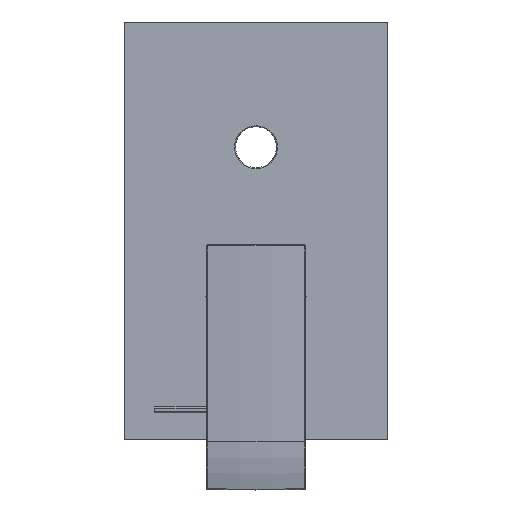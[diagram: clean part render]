
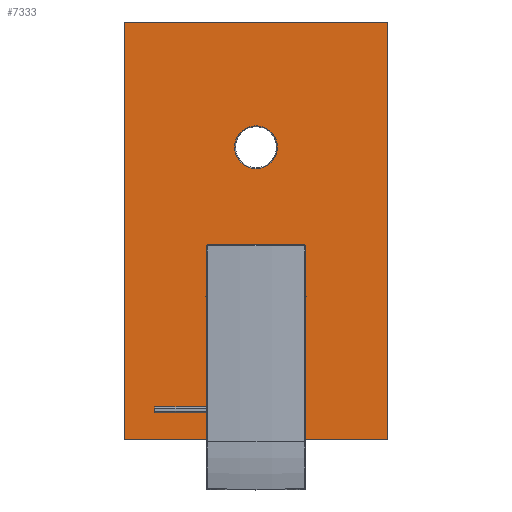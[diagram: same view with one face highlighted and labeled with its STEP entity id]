
A CAD part, top view. The second image highlights one B-rep face of the part: STEP entity #7333.
In plain terms, the highlighted face is planar.
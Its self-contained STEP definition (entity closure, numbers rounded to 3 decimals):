
#6754=CARTESIAN_POINT('',(0.,2.,-30.));
#6755=DIRECTION('',(0.,-1.,0.));
#6756=DIRECTION('',(1.,0.,0.));
#6757=AXIS2_PLACEMENT_3D('',#6754,#6755,#6756);
#6762=CARTESIAN_POINT('',(0.,2.,-30.));
#6763=DIRECTION('',(0.,-1.,0.));
#6764=DIRECTION('',(-1.,0.,0.));
#6765=AXIS2_PLACEMENT_3D('',#6762,#6763,#6764);
#6770=CARTESIAN_POINT('',(0.,2.,38.));
#6771=DIRECTION('',(0.,-1.,0.));
#6772=DIRECTION('',(1.,0.,0.));
#6773=AXIS2_PLACEMENT_3D('',#6770,#6771,#6772);
#6778=CARTESIAN_POINT('',(0.,2.,38.));
#6779=DIRECTION('',(0.,-1.,0.));
#6780=DIRECTION('',(-1.,0.,0.));
#6781=AXIS2_PLACEMENT_3D('',#6778,#6779,#6780);
#6786=DIRECTION('',(0.,0.,1.));
#6787=VECTOR('',#6786,190.);
#6788=CARTESIAN_POINT('',(-60.,2.,-95.));
#6789=LINE('',#6788,#6787);
#6793=DIRECTION('',(-1.,0.,0.));
#6794=VECTOR('',#6793,120.);
#6795=CARTESIAN_POINT('',(60.,2.,-95.));
#6796=LINE('',#6795,#6794);
#6800=DIRECTION('',(0.,0.,-1.));
#6801=VECTOR('',#6800,190.);
#6802=CARTESIAN_POINT('',(60.,2.,95.));
#6803=LINE('',#6802,#6801);
#6807=DIRECTION('',(1.,0.,0.));
#6808=VECTOR('',#6807,120.);
#6809=CARTESIAN_POINT('',(-60.,2.,95.));
#6810=LINE('',#6809,#6808);
#7144=CARTESIAN_POINT('',(22.8,2.,-30.));
#7145=CARTESIAN_POINT('',(-22.8,2.,-30.));
#7146=VERTEX_POINT('',#7144);
#7147=VERTEX_POINT('',#7145);
#7148=CARTESIAN_POINT('',(9.75,2.,38.));
#7149=CARTESIAN_POINT('',(-9.75,2.,38.));
#7150=VERTEX_POINT('',#7148);
#7151=VERTEX_POINT('',#7149);
#7152=CARTESIAN_POINT('',(-60.,2.,-95.));
#7153=CARTESIAN_POINT('',(-60.,2.,95.));
#7154=VERTEX_POINT('',#7152);
#7155=VERTEX_POINT('',#7153);
#7156=CARTESIAN_POINT('',(60.,2.,95.));
#7157=VERTEX_POINT('',#7156);
#7158=CARTESIAN_POINT('',(60.,2.,-95.));
#7159=VERTEX_POINT('',#7158);
#7308=CARTESIAN_POINT('',(0.,2.,0.));
#7309=DIRECTION('',(0.,1.,0.));
#7310=DIRECTION('',(1.,0.,0.));
#7311=AXIS2_PLACEMENT_3D('',#7308,#7309,#7310);
#7312=PLANE('',#7311);
#7314=ORIENTED_EDGE('',*,*,#7313,.F.);
#7316=ORIENTED_EDGE('',*,*,#7315,.F.);
#7318=ORIENTED_EDGE('',*,*,#7317,.F.);
#7320=ORIENTED_EDGE('',*,*,#7319,.F.);
#7321=EDGE_LOOP('',(#7314,#7316,#7318,#7320));
#7322=FACE_OUTER_BOUND('',#7321,.F.);
#7324=ORIENTED_EDGE('',*,*,#7323,.F.);
#7326=ORIENTED_EDGE('',*,*,#7325,.F.);
#7327=EDGE_LOOP('',(#7324,#7326));
#7328=FACE_BOUND('',#7327,.F.);
#7329=ORIENTED_EDGE('',*,*,#7288,.F.);
#7330=ORIENTED_EDGE('',*,*,#7302,.F.);
#7331=EDGE_LOOP('',(#7329,#7330));
#7332=FACE_BOUND('',#7331,.F.);
#7333=ADVANCED_FACE('',(#7322,#7328,#7332),#7312,.T.);
#6758=CIRCLE('',#6757,22.8);
#6766=CIRCLE('',#6765,22.8);
#6774=CIRCLE('',#6773,9.75);
#6782=CIRCLE('',#6781,9.75);
#7288=EDGE_CURVE('',#7146,#7147,#6758,.T.);
#7302=EDGE_CURVE('',#7147,#7146,#6766,.T.);
#7313=EDGE_CURVE('',#7154,#7155,#6789,.T.);
#7315=EDGE_CURVE('',#7159,#7154,#6796,.T.);
#7317=EDGE_CURVE('',#7157,#7159,#6803,.T.);
#7319=EDGE_CURVE('',#7155,#7157,#6810,.T.);
#7323=EDGE_CURVE('',#7150,#7151,#6774,.T.);
#7325=EDGE_CURVE('',#7151,#7150,#6782,.T.);
